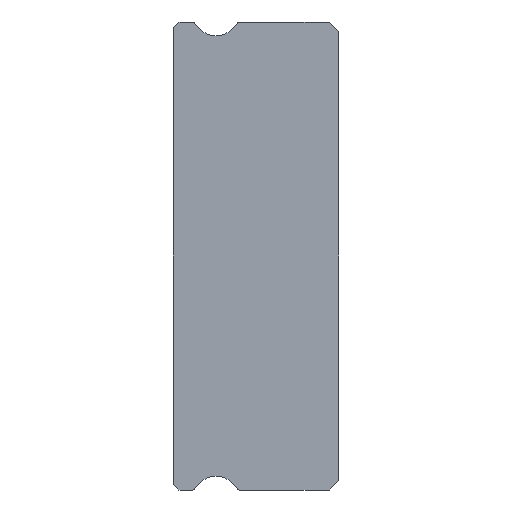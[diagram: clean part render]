
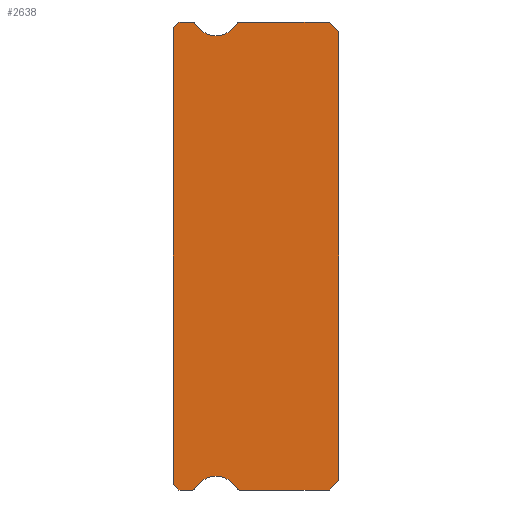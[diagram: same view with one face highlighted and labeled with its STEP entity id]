
A CAD part, left-side view. The second image highlights one B-rep face of the part: STEP entity #2638.
In plain terms, the highlighted planar face has unit normal (-1, 0, 0).
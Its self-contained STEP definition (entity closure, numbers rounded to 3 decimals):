
#1 = VERTEX_POINT ( 'NONE', #2069 ) ;
#5 = LINE ( 'NONE', #2572, #2274 ) ;
#8 = DIRECTION ( 'NONE',  ( 0., -1., 0. ) ) ;
#32 = LINE ( 'NONE', #491, #2084 ) ;
#82 = CIRCLE ( 'NONE', #2690, 1.25 ) ;
#96 = DIRECTION ( 'NONE',  ( 1., 0., 0. ) ) ;
#113 = EDGE_CURVE ( 'NONE', #831, #1579, #1860, .T. ) ;
#119 = EDGE_CURVE ( 'NONE', #1301, #2586, #1906, .T. ) ;
#139 = EDGE_CURVE ( 'NONE', #1116, #273, #751, .T. ) ;
#148 = ORIENTED_EDGE ( 'NONE', *, *, #204, .F. ) ;
#168 = VERTEX_POINT ( 'NONE', #964 ) ;
#172 = DIRECTION ( 'NONE',  ( -1., 0., 0. ) ) ;
#184 = CARTESIAN_POINT ( 'NONE',  ( -10., 5.088, 11.85 ) ) ;
#188 = VERTEX_POINT ( 'NONE', #533 ) ;
#204 = EDGE_CURVE ( 'NONE', #2586, #236, #1223, .T. ) ;
#210 = VERTEX_POINT ( 'NONE', #2569 ) ;
#236 = VERTEX_POINT ( 'NONE', #1603 ) ;
#248 = LINE ( 'NONE', #2607, #1632 ) ;
#273 = VERTEX_POINT ( 'NONE', #1580 ) ;
#279 = CARTESIAN_POINT ( 'NONE',  ( -10., 5.217, 11.925 ) ) ;
#318 = DIRECTION ( 'NONE',  ( 0., 0., -1. ) ) ;
#340 = DIRECTION ( 'NONE',  ( 0., 0., -1. ) ) ;
#342 = CARTESIAN_POINT ( 'NONE',  ( -10., 5.217, -11.925 ) ) ;
#355 = LINE ( 'NONE', #2130, #483 ) ;
#366 = EDGE_LOOP ( 'NONE', ( #1523, #1273, #2385, #148, #1570, #1322, #1556, #559, #1857, #1601, #2086, #2082, #700, #460, #1923, #2292, #2567 ) ) ;
#390 = CIRCLE ( 'NONE', #2822, 1.25 ) ;
#394 = EDGE_CURVE ( 'NONE', #1436, #1301, #543, .T. ) ;
#443 = AXIS2_PLACEMENT_3D ( 'NONE', #2581, #2299, #318 ) ;
#460 = ORIENTED_EDGE ( 'NONE', *, *, #962, .F. ) ;
#474 = LINE ( 'NONE', #1602, #2133 ) ;
#483 = VECTOR ( 'NONE', #2763, 1000. ) ;
#487 = EDGE_CURVE ( 'NONE', #1, #1871, #1659, .T. ) ;
#491 = CARTESIAN_POINT ( 'NONE',  ( -10., 7.512, -12. ) ) ;
#533 = CARTESIAN_POINT ( 'NONE',  ( -10., 0.5, -12. ) ) ;
#543 = CIRCLE ( 'NONE', #1772, 0.15 ) ;
#559 = ORIENTED_EDGE ( 'NONE', *, *, #1760, .F. ) ;
#576 = DIRECTION ( 'NONE',  ( 1., 0., 0. ) ) ;
#601 = DIRECTION ( 'NONE',  ( 0., 0., -1. ) ) ;
#615 = FACE_OUTER_BOUND ( 'NONE', #366, .T. ) ;
#634 = DIRECTION ( 'NONE',  ( 0., 0., -1. ) ) ;
#656 = VECTOR ( 'NONE', #2378, 1000. ) ;
#700 = ORIENTED_EDGE ( 'NONE', *, *, #1378, .F. ) ;
#714 = EDGE_CURVE ( 'NONE', #1579, #1, #248, .T. ) ;
#725 = CIRCLE ( 'NONE', #1317, 0.15 ) ;
#734 = CARTESIAN_POINT ( 'NONE',  ( -10., 5.088, 12. ) ) ;
#751 = LINE ( 'NONE', #1283, #1314 ) ;
#814 = AXIS2_PLACEMENT_3D ( 'NONE', #1704, #172, #1049 ) ;
#825 = CARTESIAN_POINT ( 'NONE',  ( -10., 7.512, 11.85 ) ) ;
#831 = VERTEX_POINT ( 'NONE', #279 ) ;
#910 = DIRECTION ( 'NONE',  ( 0., 0.707, -0.707 ) ) ;
#960 = EDGE_CURVE ( 'NONE', #2579, #210, #725, .T. ) ;
#962 = EDGE_CURVE ( 'NONE', #210, #2367, #82, .T. ) ;
#964 = CARTESIAN_POINT ( 'NONE',  ( -10., 8.2, -12. ) ) ;
#1029 = DIRECTION ( 'NONE',  ( -1., 0., 0. ) ) ;
#1048 = CARTESIAN_POINT ( 'NONE',  ( -10., 0.5, 12. ) ) ;
#1049 = DIRECTION ( 'NONE',  ( 0., 0., -1. ) ) ;
#1068 = LINE ( 'NONE', #1143, #656 ) ;
#1108 = EDGE_CURVE ( 'NONE', #1116, #168, #2433, .T. ) ;
#1116 = VERTEX_POINT ( 'NONE', #1289 ) ;
#1141 = VERTEX_POINT ( 'NONE', #1516 ) ;
#1143 = CARTESIAN_POINT ( 'NONE',  ( -10., 0., 11.5 ) ) ;
#1223 = CIRCLE ( 'NONE', #443, 0.15 ) ;
#1262 = CARTESIAN_POINT ( 'NONE',  ( -10., 7.512, 12. ) ) ;
#1269 = DIRECTION ( 'NONE',  ( 0., -0.707, -0.707 ) ) ;
#1273 = ORIENTED_EDGE ( 'NONE', *, *, #1108, .T. ) ;
#1283 = CARTESIAN_POINT ( 'NONE',  ( -10., 8.5, 11.85 ) ) ;
#1289 = CARTESIAN_POINT ( 'NONE',  ( -10., 8.5, -11.7 ) ) ;
#1301 = VERTEX_POINT ( 'NONE', #342 ) ;
#1314 = VECTOR ( 'NONE', #2311, 1000. ) ;
#1317 = AXIS2_PLACEMENT_3D ( 'NONE', #825, #576, #1631 ) ;
#1322 = ORIENTED_EDGE ( 'NONE', *, *, #394, .F. ) ;
#1378 = EDGE_CURVE ( 'NONE', #2367, #831, #390, .T. ) ;
#1436 = VERTEX_POINT ( 'NONE', #1513 ) ;
#1446 = DIRECTION ( 'NONE',  ( 0., 0., -1. ) ) ;
#1455 = VECTOR ( 'NONE', #2182, 1000. ) ;
#1513 = CARTESIAN_POINT ( 'NONE',  ( -10., 5.088, -12. ) ) ;
#1516 = CARTESIAN_POINT ( 'NONE',  ( -10., 0., -11.5 ) ) ;
#1523 = ORIENTED_EDGE ( 'NONE', *, *, #139, .F. ) ;
#1527 = CARTESIAN_POINT ( 'NONE',  ( -10., 8.2, -12. ) ) ;
#1556 = ORIENTED_EDGE ( 'NONE', *, *, #2285, .F. ) ;
#1570 = ORIENTED_EDGE ( 'NONE', *, *, #119, .F. ) ;
#1579 = VERTEX_POINT ( 'NONE', #734 ) ;
#1580 = CARTESIAN_POINT ( 'NONE',  ( -10., 8.5, 11.7 ) ) ;
#1601 = ORIENTED_EDGE ( 'NONE', *, *, #487, .F. ) ;
#1602 = CARTESIAN_POINT ( 'NONE',  ( -10., 7.512, -12. ) ) ;
#1603 = CARTESIAN_POINT ( 'NONE',  ( -10., 7.512, -12. ) ) ;
#1631 = DIRECTION ( 'NONE',  ( 0., 0., -1. ) ) ;
#1632 = VECTOR ( 'NONE', #8, 1000. ) ;
#1659 = LINE ( 'NONE', #1048, #2335 ) ;
#1678 = DIRECTION ( 'NONE',  ( 0., 0., -1. ) ) ;
#1683 = CARTESIAN_POINT ( 'NONE',  ( -10., 7.512, 11.85 ) ) ;
#1700 = EDGE_CURVE ( 'NONE', #1768, #273, #355, .T. ) ;
#1704 = CARTESIAN_POINT ( 'NONE',  ( -10., 6.3, -12.55 ) ) ;
#1760 = EDGE_CURVE ( 'NONE', #1141, #188, #1991, .T. ) ;
#1768 = VERTEX_POINT ( 'NONE', #2631 ) ;
#1772 = AXIS2_PLACEMENT_3D ( 'NONE', #2072, #96, #340 ) ;
#1853 = VECTOR ( 'NONE', #910, 1000. ) ;
#1857 = ORIENTED_EDGE ( 'NONE', *, *, #2576, .T. ) ;
#1860 = CIRCLE ( 'NONE', #1955, 0.15 ) ;
#1871 = VERTEX_POINT ( 'NONE', #2467 ) ;
#1906 = CIRCLE ( 'NONE', #814, 1.25 ) ;
#1917 = CARTESIAN_POINT ( 'NONE',  ( -10., 6.3, 12.55 ) ) ;
#1923 = ORIENTED_EDGE ( 'NONE', *, *, #960, .F. ) ;
#1955 = AXIS2_PLACEMENT_3D ( 'NONE', #184, #2388, #1678 ) ;
#1991 = LINE ( 'NONE', #2192, #1853 ) ;
#2069 = CARTESIAN_POINT ( 'NONE',  ( -10., 0.5, 12. ) ) ;
#2072 = CARTESIAN_POINT ( 'NONE',  ( -10., 5.088, -11.85 ) ) ;
#2082 = ORIENTED_EDGE ( 'NONE', *, *, #113, .F. ) ;
#2084 = VECTOR ( 'NONE', #2654, 1000. ) ;
#2086 = ORIENTED_EDGE ( 'NONE', *, *, #714, .F. ) ;
#2130 = CARTESIAN_POINT ( 'NONE',  ( -10., 8.5, 11.7 ) ) ;
#2133 = VECTOR ( 'NONE', #2435, 1000. ) ;
#2137 = CARTESIAN_POINT ( 'NONE',  ( -10., 6.3, 12.55 ) ) ;
#2182 = DIRECTION ( 'NONE',  ( 0., -0.707, -0.707 ) ) ;
#2192 = CARTESIAN_POINT ( 'NONE',  ( -10., 0., -11.5 ) ) ;
#2256 = CARTESIAN_POINT ( 'NONE',  ( -10., 6.3, 11.3 ) ) ;
#2274 = VECTOR ( 'NONE', #2587, 1000. ) ;
#2285 = EDGE_CURVE ( 'NONE', #188, #1436, #474, .T. ) ;
#2292 = ORIENTED_EDGE ( 'NONE', *, *, #2619, .T. ) ;
#2299 = DIRECTION ( 'NONE',  ( 1., 0., 0. ) ) ;
#2311 = DIRECTION ( 'NONE',  ( 0., 0., 1. ) ) ;
#2335 = VECTOR ( 'NONE', #1269, 1000. ) ;
#2341 = EDGE_CURVE ( 'NONE', #168, #236, #32, .T. ) ;
#2367 = VERTEX_POINT ( 'NONE', #2256 ) ;
#2378 = DIRECTION ( 'NONE',  ( 0., 0., 1. ) ) ;
#2385 = ORIENTED_EDGE ( 'NONE', *, *, #2341, .T. ) ;
#2388 = DIRECTION ( 'NONE',  ( 1., 0., 0. ) ) ;
#2404 = DIRECTION ( 'NONE',  ( 1., 0., 0. ) ) ;
#2433 = LINE ( 'NONE', #1527, #1455 ) ;
#2435 = DIRECTION ( 'NONE',  ( 0., 1., 0. ) ) ;
#2467 = CARTESIAN_POINT ( 'NONE',  ( -10., 0., 11.5 ) ) ;
#2498 = AXIS2_PLACEMENT_3D ( 'NONE', #1683, #2404, #634 ) ;
#2567 = ORIENTED_EDGE ( 'NONE', *, *, #1700, .T. ) ;
#2569 = CARTESIAN_POINT ( 'NONE',  ( -10., 7.383, 11.925 ) ) ;
#2572 = CARTESIAN_POINT ( 'NONE',  ( -10., 8.2, 12. ) ) ;
#2576 = EDGE_CURVE ( 'NONE', #1141, #1871, #1068, .T. ) ;
#2579 = VERTEX_POINT ( 'NONE', #1262 ) ;
#2581 = CARTESIAN_POINT ( 'NONE',  ( -10., 7.512, -11.85 ) ) ;
#2586 = VERTEX_POINT ( 'NONE', #2800 ) ;
#2587 = DIRECTION ( 'NONE',  ( 0., 1., 0. ) ) ;
#2601 = PLANE ( 'NONE',  #2498 ) ;
#2607 = CARTESIAN_POINT ( 'NONE',  ( -10., 7.512, 12. ) ) ;
#2619 = EDGE_CURVE ( 'NONE', #2579, #1768, #5, .T. ) ;
#2631 = CARTESIAN_POINT ( 'NONE',  ( -10., 8.2, 12. ) ) ;
#2638 = ADVANCED_FACE ( 'NONE', ( #615 ), #2601, .F. ) ;
#2654 = DIRECTION ( 'NONE',  ( 0., -1., 0. ) ) ;
#2690 = AXIS2_PLACEMENT_3D ( 'NONE', #2137, #1029, #1446 ) ;
#2763 = DIRECTION ( 'NONE',  ( 0., 0.707, -0.707 ) ) ;
#2798 = DIRECTION ( 'NONE',  ( -1., 0., 0. ) ) ;
#2800 = CARTESIAN_POINT ( 'NONE',  ( -10., 7.383, -11.925 ) ) ;
#2822 = AXIS2_PLACEMENT_3D ( 'NONE', #1917, #2798, #601 ) ;
